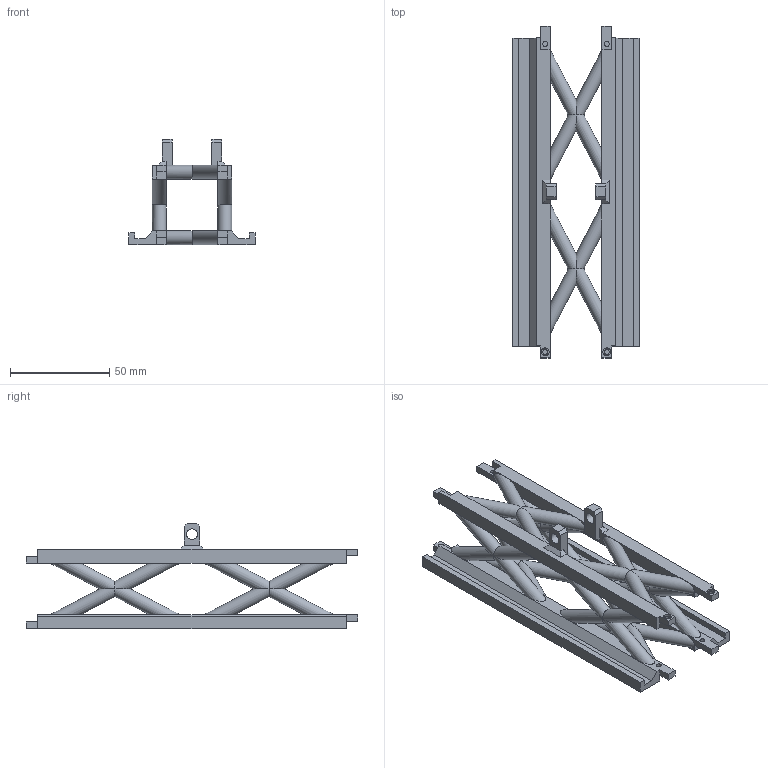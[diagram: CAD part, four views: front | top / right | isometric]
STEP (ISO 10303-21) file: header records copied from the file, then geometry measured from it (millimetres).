
FILE_DESCRIPTION(/* description */ (''),/* implementation_level */ '2;1');
FILE_NAME(/* name */ 'Jib_pulley_2.step',/* time_stamp */ '2025-11-27T22:01:39+07:00',/* author */ (''),/* organization */ (''),/* preprocessor_version */ 'ST-DEVELOPER v20.1',/* originating_system */ 'Autodesk Translation Framework v14.21.0.0',/* authorisation */ '');
FILE_SCHEMA (('AUTOMOTIVE_DESIGN { 1 0 10303 214 3 1 1 }'));
Length unit declared in the file: millimetre
Products named in the file (1): Jib_pulley
Bounding box: 63.5 x 167 x 53 mm (x, y, z)
Volume: 79683 mm3; surface area: 43514.8 mm2
Topology: 1 solids, 1 shells, 188 faces, 546 edges, 322 vertices
Faces by surface type: plane 142, cylinder 46
Full cylindrical faces by diameter (mm): 2.5 x8, 4 x4, 5.5 x2, 7 x32
Entity records: 6245 total; most frequent: DIRECTION 1110, ORIENTED_EDGE 1092, CARTESIAN_POINT 1057, EDGE_CURVE 546, AXIS2_PLACEMENT_3D 375, LINE 360, VECTOR 360, VERTEX_POINT 322
